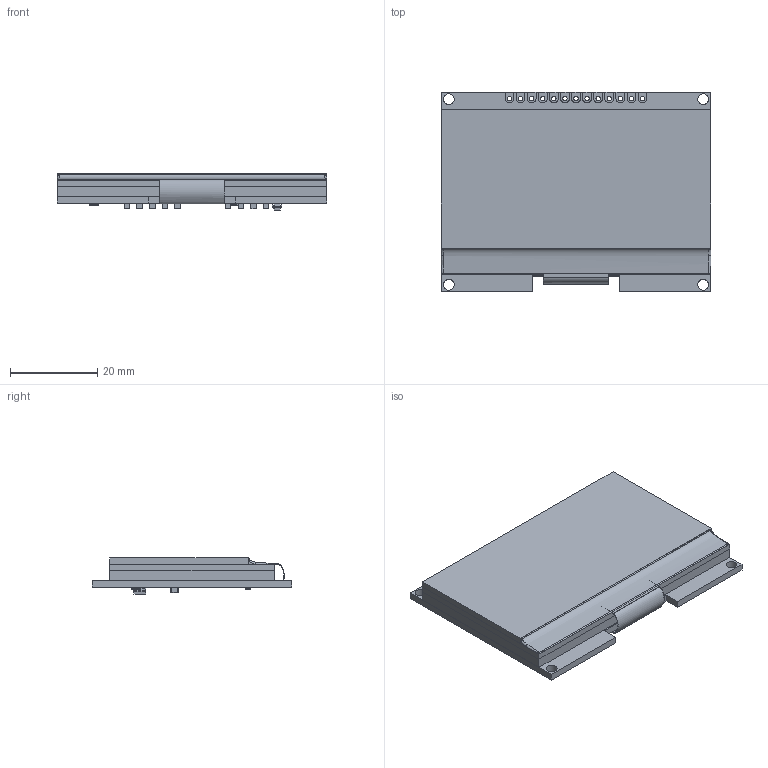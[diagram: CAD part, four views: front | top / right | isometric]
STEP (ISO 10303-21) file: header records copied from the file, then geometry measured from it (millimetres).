
FILE_DESCRIPTION(/* description */ (''),/* implementation_level */ '2;1');
FILE_NAME(/* name */ 'GMG12864-06D.step',/* time_stamp */ '2023-04-01T01:13:01+03:00',/* author */ (''),/* organization */ (''),/* preprocessor_version */ 'ST-DEVELOPER v19.2',/* originating_system */ 'Autodesk Translation Framework v11.17.0.187',/* authorisation */ '');
FILE_SCHEMA (('AUTOMOTIVE_DESIGN { 1 0 10303 214 3 1 1 }'));
Length unit declared in the file: millimetre
Products named in the file (12): GMG12864-06D; PCB; LED-box; Back glass; Front glass; Ribbon cable; Resin; Hole plates; Other components; C_0805_2012Metric; SOT-23-6; R_0805_2012Metric
Assembly tree (21 placements, depth 3):
  GMG12864-06D
    PCB
    LED-box
    Back glass
    Front glass
    Ribbon cable
    Resin
    Hole plates
    Other components
      C_0805_2012Metric  x9
      SOT-23-6
      R_0805_2012Metric  x3
Bounding box: 61.8 x 45.8 x 8.25 mm (x, y, z)
Volume: 15981.1 mm3; surface area: 22275.8 mm2
Topology: 45 solids, 45 shells, 712 faces, 1744 edges, 1140 vertices
Faces by surface type: plane 472, cylinder 225, bspline 15
Full cylindrical faces by diameter (mm): 1 x39, 2.5 x4
Entity records: 13790 total; most frequent: CARTESIAN_POINT 2781, DIRECTION 2148, ORIENTED_EDGE 2064, EDGE_CURVE 1032, LINE 772, VECTOR 772, AXIS2_PLACEMENT_3D 688, VERTEX_POINT 668
